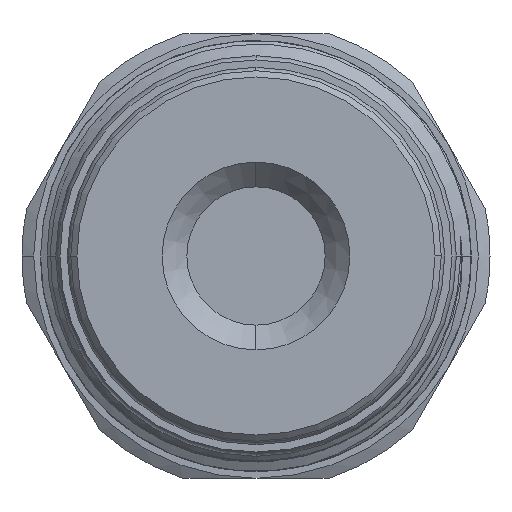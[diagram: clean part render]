
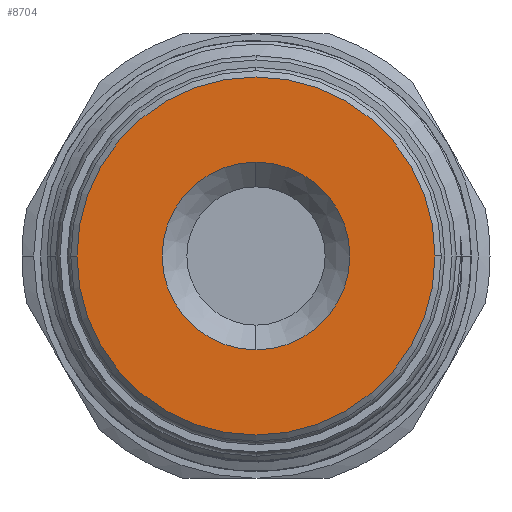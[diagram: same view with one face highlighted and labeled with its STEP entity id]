
A CAD part, left-side view. The second image highlights one B-rep face of the part: STEP entity #8704.
In plain terms, the highlighted planar face has unit normal (-1, 0, 0).
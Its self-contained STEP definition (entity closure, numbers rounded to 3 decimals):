
#11 = VERTEX_POINT ( 'NONE', #495 ) ;
#495 = CARTESIAN_POINT ( 'NONE',  ( -47.8, 0., -7.6 ) ) ;
#1193 = CARTESIAN_POINT ( 'NONE',  ( -47.8, 0., 0. ) ) ;
#1506 = DIRECTION ( 'NONE',  ( 1., 0., 0. ) ) ;
#2133 = EDGE_CURVE ( 'NONE', #7731, #11, #5341, .T. ) ;
#2736 = DIRECTION ( 'NONE',  ( 0., 1., 0. ) ) ;
#3121 = EDGE_CURVE ( 'NONE', #11, #7731, #3394, .T. ) ;
#3147 = ORIENTED_EDGE ( 'NONE', *, *, #7306, .T. ) ;
#3373 = FACE_OUTER_BOUND ( 'NONE', #5913, .T. ) ;
#3394 = CIRCLE ( 'NONE', #11346, 7.6 ) ;
#3415 = ORIENTED_EDGE ( 'NONE', *, *, #13246, .T. ) ;
#3536 = CIRCLE ( 'NONE', #9518, 14.5 ) ;
#3549 = FACE_BOUND ( 'NONE', #10359, .T. ) ;
#3562 = ORIENTED_EDGE ( 'NONE', *, *, #2133, .T. ) ;
#3797 = CARTESIAN_POINT ( 'NONE',  ( -47.8, 14.5, 0. ) ) ;
#4561 = VERTEX_POINT ( 'NONE', #3797 ) ;
#5341 = CIRCLE ( 'NONE', #5503, 7.6 ) ;
#5503 = AXIS2_PLACEMENT_3D ( 'NONE', #12021, #1506, #5723 ) ;
#5649 = AXIS2_PLACEMENT_3D ( 'NONE', #9663, #8590, #8753 ) ;
#5723 = DIRECTION ( 'NONE',  ( 0., 1., 0. ) ) ;
#5913 = EDGE_LOOP ( 'NONE', ( #3415, #3147 ) ) ;
#6294 = CIRCLE ( 'NONE', #8190, 14.5 ) ;
#6814 = DIRECTION ( 'NONE',  ( 1., 0., 0. ) ) ;
#7306 = EDGE_CURVE ( 'NONE', #12246, #4561, #3536, .T. ) ;
#7731 = VERTEX_POINT ( 'NONE', #12022 ) ;
#7903 = CARTESIAN_POINT ( 'NONE',  ( -47.8, 0., 0. ) ) ;
#8190 = AXIS2_PLACEMENT_3D ( 'NONE', #1193, #10625, #11726 ) ;
#8590 = DIRECTION ( 'NONE',  ( 1., 0., 0. ) ) ;
#8704 = ADVANCED_FACE ( 'NONE', ( #3373, #3549 ), #11860, .F. ) ;
#8753 = DIRECTION ( 'NONE',  ( 0., 1., 0. ) ) ;
#8943 = DIRECTION ( 'NONE',  ( -1., 0., 0. ) ) ;
#9118 = CARTESIAN_POINT ( 'NONE',  ( -47.8, -14.5, 0. ) ) ;
#9518 = AXIS2_PLACEMENT_3D ( 'NONE', #7903, #8943, #10078 ) ;
#9663 = CARTESIAN_POINT ( 'NONE',  ( -47.8, 0., 0. ) ) ;
#10078 = DIRECTION ( 'NONE',  ( 0., 1., 0. ) ) ;
#10359 = EDGE_LOOP ( 'NONE', ( #3562, #11962 ) ) ;
#10625 = DIRECTION ( 'NONE',  ( -1., 0., 0. ) ) ;
#11346 = AXIS2_PLACEMENT_3D ( 'NONE', #13236, #6814, #2736 ) ;
#11726 = DIRECTION ( 'NONE',  ( 0., 1., 0. ) ) ;
#11860 = PLANE ( 'NONE',  #5649 ) ;
#11962 = ORIENTED_EDGE ( 'NONE', *, *, #3121, .T. ) ;
#12021 = CARTESIAN_POINT ( 'NONE',  ( -47.8, 0., 0. ) ) ;
#12022 = CARTESIAN_POINT ( 'NONE',  ( -47.8, 0., 7.6 ) ) ;
#12246 = VERTEX_POINT ( 'NONE', #9118 ) ;
#13236 = CARTESIAN_POINT ( 'NONE',  ( -47.8, 0., 0. ) ) ;
#13246 = EDGE_CURVE ( 'NONE', #4561, #12246, #6294, .T. ) ;
